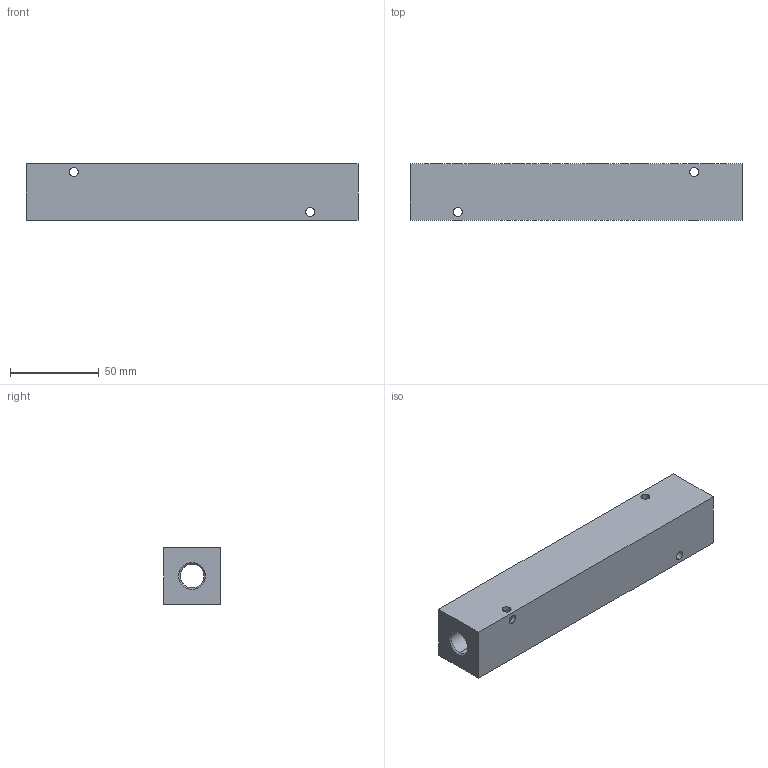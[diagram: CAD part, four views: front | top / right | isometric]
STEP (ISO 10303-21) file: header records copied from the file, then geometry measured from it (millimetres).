
FILE_DESCRIPTION (( 'STEP AP214' ), '1' );
FILE_NAME ('MRP-8DC.step', '2018-10-25T18:31:44', ( '' ), ( '' ), 'SwSTEP 2.0', 'SolidWorks 2018', '' );
FILE_SCHEMA (( 'AUTOMOTIVE_DESIGN' ));
Length unit declared in the file: inch
Products named in the file (1): MRP-8DC
Bounding box: 187.32 x 31.75 x 31.75 mm (x, y, z)
Volume: 152245.7 mm3; surface area: 36095.7 mm2
Topology: 1 solids, 1 shells, 60 faces, 154 edges, 92 vertices
Faces by surface type: cylinder 34, cone 20, plane 6
Entity records: 2570 total; most frequent: CARTESIAN_POINT 1059, ORIENTED_EDGE 308, DIRECTION 300, EDGE_CURVE 154, AXIS2_PLACEMENT_3D 117, VERTEX_POINT 92, EDGE_LOOP 86, VECTOR 66
